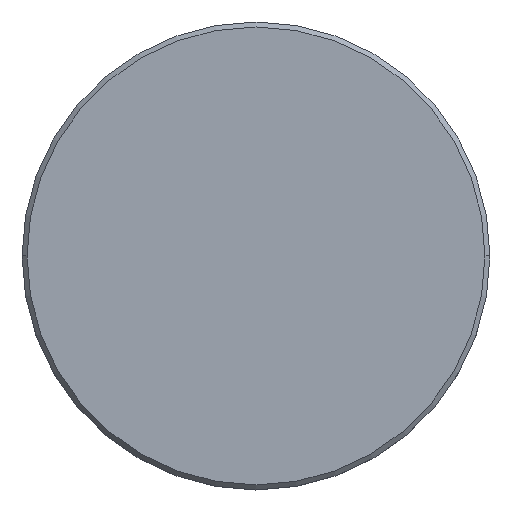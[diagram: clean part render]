
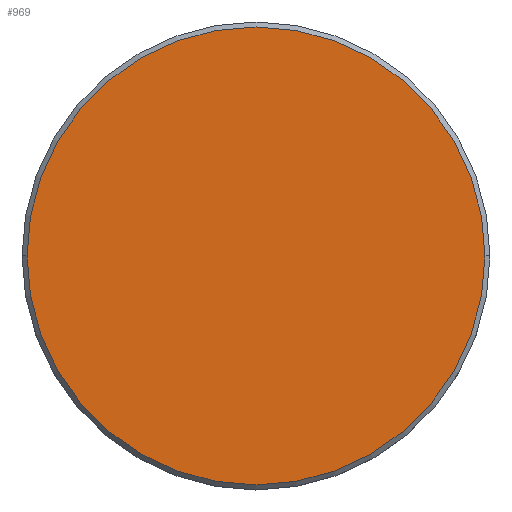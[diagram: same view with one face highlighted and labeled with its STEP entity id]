
A CAD part, top view. The second image highlights one B-rep face of the part: STEP entity #969.
In plain terms, the highlighted planar face has unit normal (0, 0, 1).
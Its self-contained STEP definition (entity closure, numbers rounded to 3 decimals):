
#147 = ORIENTED_EDGE ( 'NONE', *, *, #988, .T. ) ;
#176 = VERTEX_POINT ( 'NONE', #406 ) ;
#202 = CARTESIAN_POINT ( 'NONE',  ( 0., 0., 0. ) ) ;
#218 = CARTESIAN_POINT ( 'NONE',  ( -23., 0., 0. ) ) ;
#243 = CARTESIAN_POINT ( 'NONE',  ( 0., 0., 0. ) ) ;
#292 = EDGE_LOOP ( 'NONE', ( #147, #1104 ) ) ;
#304 = AXIS2_PLACEMENT_3D ( 'NONE', #676, #512, #879 ) ;
#310 = PLANE ( 'NONE',  #304 ) ;
#346 = CIRCLE ( 'NONE', #812, 23. ) ;
#406 = CARTESIAN_POINT ( 'NONE',  ( 23., 0., 0. ) ) ;
#480 = EDGE_CURVE ( 'NONE', #176, #1099, #346, .T. ) ;
#512 = DIRECTION ( 'NONE',  ( 0., 0., 1. ) ) ;
#536 = FACE_OUTER_BOUND ( 'NONE', #292, .T. ) ;
#612 = DIRECTION ( 'NONE',  ( 1., 0., 0. ) ) ;
#613 = CIRCLE ( 'NONE', #875, 23. ) ;
#676 = CARTESIAN_POINT ( 'NONE',  ( 0., 0., 0. ) ) ;
#812 = AXIS2_PLACEMENT_3D ( 'NONE', #202, #851, #1053 ) ;
#851 = DIRECTION ( 'NONE',  ( 0., 0., 1. ) ) ;
#875 = AXIS2_PLACEMENT_3D ( 'NONE', #243, #1162, #612 ) ;
#879 = DIRECTION ( 'NONE',  ( 1., 0., 0. ) ) ;
#969 = ADVANCED_FACE ( 'NONE', ( #536 ), #310, .T. ) ;
#988 = EDGE_CURVE ( 'NONE', #1099, #176, #613, .T. ) ;
#1053 = DIRECTION ( 'NONE',  ( 1., 0., 0. ) ) ;
#1099 = VERTEX_POINT ( 'NONE', #218 ) ;
#1104 = ORIENTED_EDGE ( 'NONE', *, *, #480, .T. ) ;
#1162 = DIRECTION ( 'NONE',  ( 0., 0., 1. ) ) ;
